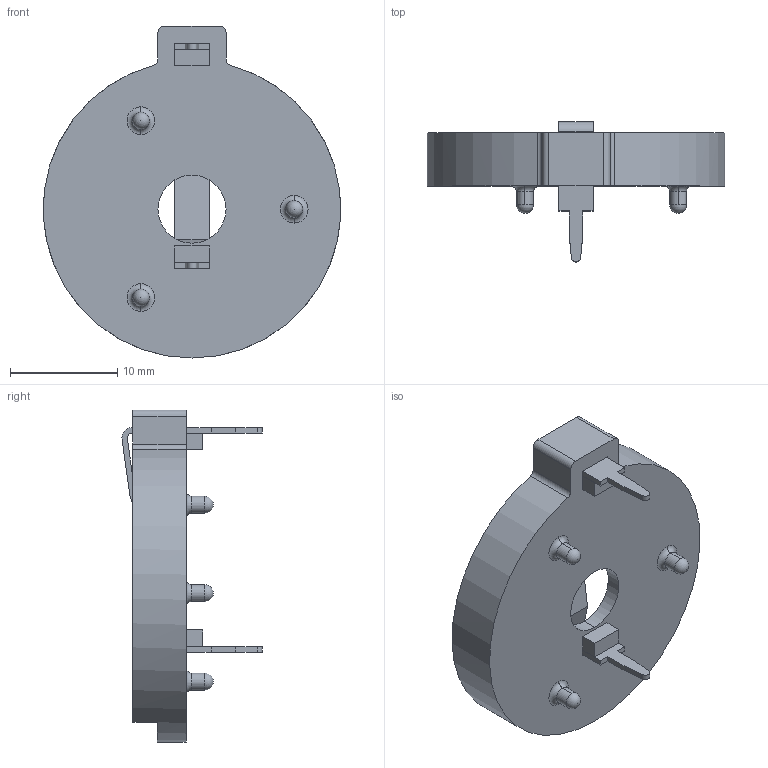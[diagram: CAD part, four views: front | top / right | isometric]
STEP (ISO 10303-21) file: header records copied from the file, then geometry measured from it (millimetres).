
FILE_DESCRIPTION (( 'STEP AP214' ), '1' );
FILE_NAME ('106.STEP', '2013-04-15T13:07:50', ( 'Richard Maletta' ), ( '' ), 'SwSTEP 2.0', 'SolidWorks 2009', '' );
FILE_SCHEMA (( 'AUTOMOTIVE_DESIGN' ));
Length unit declared in the file: inch
Products named in the file (1): 106
Bounding box: 27.74 x 13.06 x 30.96 mm (x, y, z)
Volume: 1990.4 mm3; surface area: 2200.5 mm2
Topology: 1 solids, 1 shells, 159 faces, 439 edges, 287 vertices
Faces by surface type: plane 112, cylinder 27, bspline 9, torus 6, sphere 3, cone 2
Entity records: 6870 total; most frequent: CARTESIAN_POINT 1566, ORIENTED_EDGE 860, DIRECTION 784, EDGE_CURVE 430, LINE 338, VECTOR 338, VERTEX_POINT 281, AXIS2_PLACEMENT_3D 223
